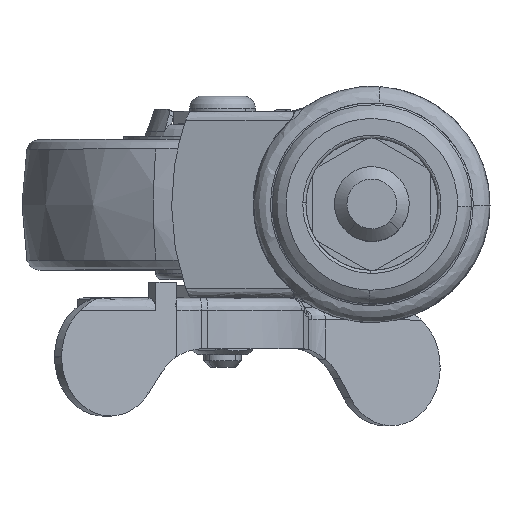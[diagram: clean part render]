
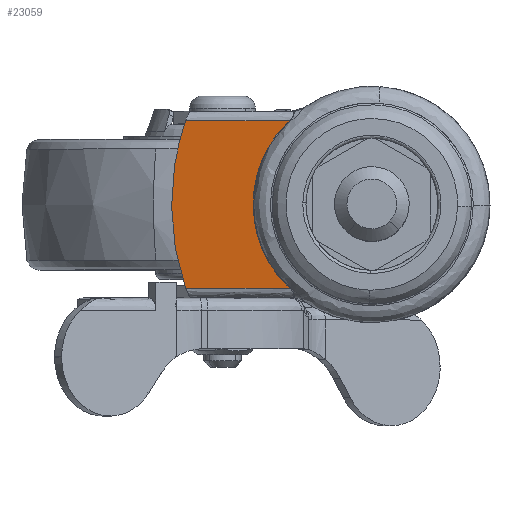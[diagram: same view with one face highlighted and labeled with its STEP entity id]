
A CAD part, top view. The second image highlights one B-rep face of the part: STEP entity #23059.
In plain terms, the highlighted free-form (B-spline) face has degree [1, 1] with [2, 2] control points.
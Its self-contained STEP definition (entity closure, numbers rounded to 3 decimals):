
#21539=CARTESIAN_POINT('',(10.879,13.489,41.566));
#21540=VERTEX_POINT('',#21539);
#21670=CARTESIAN_POINT('',(10.879,-13.489,41.566));
#21671=VERTEX_POINT('',#21670);
#21681=CARTESIAN_POINT('',(10.879,-13.489,41.566));
#21682=CARTESIAN_POINT('',(8.023,-11.021,41.062));
#21683=CARTESIAN_POINT('',(6.449,-7.397,40.785));
#21684=CARTESIAN_POINT('',(4.92,-3.876,40.515));
#21685=CARTESIAN_POINT('',(4.925,0.023,40.516));
#21686=CARTESIAN_POINT('',(4.929,3.911,40.517));
#21687=CARTESIAN_POINT('',(6.46,7.423,40.787));
#21688=CARTESIAN_POINT('',(7.222,9.17,40.921));
#21689=CARTESIAN_POINT('',(8.34,10.711,41.118));
#21690=CARTESIAN_POINT('',(9.475,12.277,41.319));
#21691=CARTESIAN_POINT('',(10.879,13.489,41.566));
#21692=B_SPLINE_CURVE_WITH_KNOTS('',2,(#21681,#21682,#21683,#21684,#21685,#21686,#21687,#21688,#21689,#21690,#21691),.UNSPECIFIED.,.F.,.U.,(3,2,2,2,2,3),(0.0,0.25,0.5,0.75,0.875,1.0),.UNSPECIFIED.);
#21693=EDGE_CURVE('',#21671,#21540,#21692,.T.);
#22018=CARTESIAN_POINT('',(-5.932,-13.489,38.602));
#22019=VERTEX_POINT('',#22018);
#22020=CARTESIAN_POINT('',(-5.932,-13.489,38.602));
#22021=CARTESIAN_POINT('',(10.879,-13.489,41.566));
#22022=QUASI_UNIFORM_CURVE('',1,(#22020,#22021),.UNSPECIFIED.,.F.,.U.);
#22023=EDGE_CURVE('',#22019,#21671,#22022,.T.);
#22084=CARTESIAN_POINT('',(-5.932,13.489,38.602));
#22085=VERTEX_POINT('',#22084);
#22115=CARTESIAN_POINT('',(10.879,13.489,41.566));
#22116=CARTESIAN_POINT('',(-5.932,13.489,38.602));
#22117=QUASI_UNIFORM_CURVE('',1,(#22115,#22116),.UNSPECIFIED.,.F.,.U.);
#22118=EDGE_CURVE('',#21540,#22085,#22117,.T.);
#23009=CARTESIAN_POINT('',(-5.932,-13.489,38.602));
#23010=CARTESIAN_POINT('',(-6.564,-11.665,38.49));
#23011=CARTESIAN_POINT('',(-7.328,-8.826,38.356));
#23012=CARTESIAN_POINT('',(-8.108,-3.872,38.218));
#23013=CARTESIAN_POINT('',(-8.34,1.366,38.177));
#23014=CARTESIAN_POINT('',(-7.658,7.577,38.297));
#23015=CARTESIAN_POINT('',(-6.587,11.598,38.486));
#23016=CARTESIAN_POINT('',(-5.932,13.489,38.602));
#23017=B_SPLINE_CURVE_WITH_KNOTS('',3,(#23009,#23010,#23011,#23012,#23013,#23014,#23015,#23016),.UNSPECIFIED.,.F.,.U.,(4,1,1,1,1,4),(0.,5.801,8.809,15.039,21.485,27.5),.UNSPECIFIED.);
#23018=EDGE_CURVE('',#22019,#22085,#23017,.T.);
#23048=CARTESIAN_POINT('',(11.832,-14.837,41.734));
#23049=CARTESIAN_POINT('',(-9.153,-14.837,38.034));
#23050=CARTESIAN_POINT('',(11.832,14.837,41.734));
#23051=CARTESIAN_POINT('',(-9.153,14.837,38.034));
#23052=B_SPLINE_SURFACE_WITH_KNOTS('',1,1,((#23048,#23050),(#23049,#23051)),.UNSPECIFIED.,.F.,.F.,.U.,(2,2),(2,2),(0.0,21.309),(0.0,29.674),.UNSPECIFIED.);
#23053=ORIENTED_EDGE('',*,*,#22023,.T.);
#23054=ORIENTED_EDGE('',*,*,#21693,.T.);
#23055=ORIENTED_EDGE('',*,*,#22118,.T.);
#23056=ORIENTED_EDGE('',*,*,#23018,.F.);
#23057=EDGE_LOOP('',(#23053,#23054,#23055,#23056));
#23058=FACE_OUTER_BOUND('',#23057,.T.);
#23059=ADVANCED_FACE('',(#23058),#23052,.F.);
